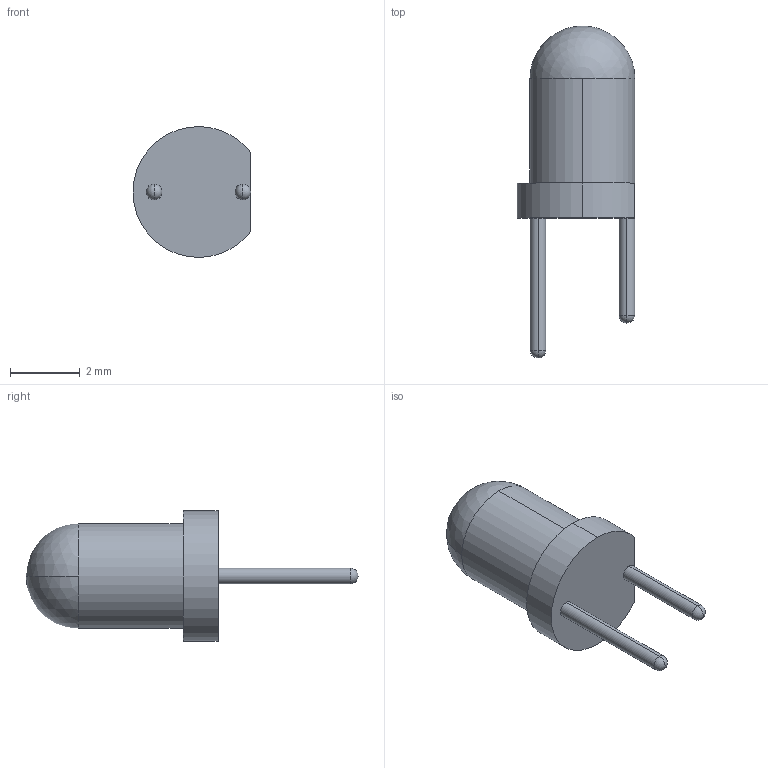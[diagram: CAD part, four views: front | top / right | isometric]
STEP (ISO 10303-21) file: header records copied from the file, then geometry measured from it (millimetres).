
FILE_DESCRIPTION (( 'STEP AP214' ), '1' );
FILE_NAME ('LED_3MM_VIOLETA.STEP', '2017-12-13T15:18:03', ( '' ), ( '' ), 'SwSTEP 2.0', 'SolidWorks 2018', '' );
FILE_SCHEMA (( 'AUTOMOTIVE_DESIGN' ));
Length unit declared in the file: millimetre
Products named in the file (1): LED_3MM_VIOLETA
Bounding box: 3.37 x 9.49 x 3.74 mm (x, y, z)
Volume: 39.7 mm3; surface area: 77.3 mm2
Topology: 1 solids, 1 shells, 18 faces, 50 edges, 30 vertices
Faces by surface type: cylinder 9, sphere 6, plane 3
Entity records: 747 total; most frequent: DIRECTION 105, CARTESIAN_POINT 85, ORIENTED_EDGE 80, AXIS2_PLACEMENT_3D 46, EDGE_CURVE 40, CIRCLE 27, VERTEX_POINT 26, UNCERTAINTY_MEASURE_WITH_UNIT 21
